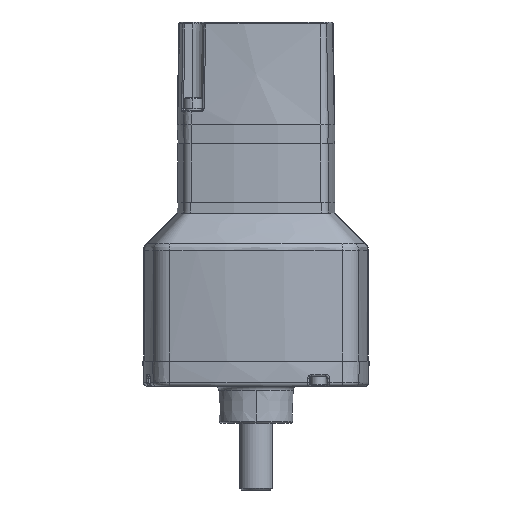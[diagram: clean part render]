
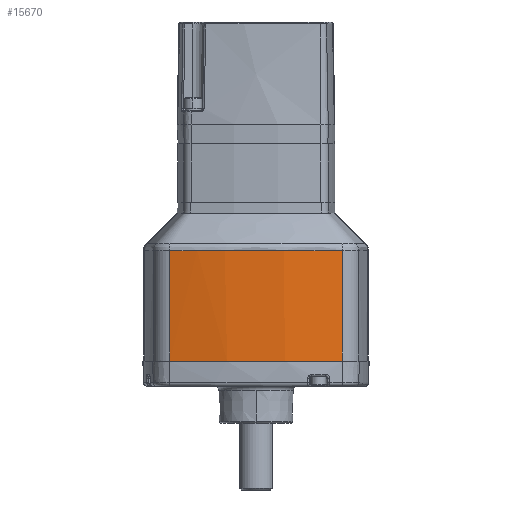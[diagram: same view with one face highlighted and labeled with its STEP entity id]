
A CAD part, front view. The second image highlights one B-rep face of the part: STEP entity #15670.
In plain terms, the highlighted cylindrical face has radius 148.082 mm (diameter 296.164 mm), a partial arc.
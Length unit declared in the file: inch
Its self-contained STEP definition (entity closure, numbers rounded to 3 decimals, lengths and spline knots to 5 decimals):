
#746 = CIRCLE ( 'NONE', #31128, 5.83 ) ;
#858 = CARTESIAN_POINT ( 'NONE',  ( 0., 4.138, 4.2837 ) ) ;
#2463 = VERTEX_POINT ( 'NONE', #13450 ) ;
#3256 = CARTESIAN_POINT ( 'NONE',  ( 1.2975, -1.54578, -0.56299 ) ) ;
#3428 = CARTESIAN_POINT ( 'NONE',  ( 0.868, -1.62728, -0.56187 ) ) ;
#3587 = CARTESIAN_POINT ( 'NONE',  ( -1.2508, -1.55627, -0.56235 ) ) ;
#3897 = EDGE_LOOP ( 'NONE', ( #31931, #38382, #27012, #13969 ) ) ;
#4109 = LINE ( 'NONE', #27659, #25536 ) ;
#5073 = EDGE_CURVE ( 'NONE', #2463, #50463, #42982, .T. ) ;
#5186 = VECTOR ( 'NONE', #31440, 39.37008 ) ;
#7471 = CARTESIAN_POINT ( 'NONE',  ( 0.70542, -1.64942, -0.56174 ) ) ;
#7643 = CARTESIAN_POINT ( 'NONE',  ( -1.28417, -1.54881, -0.5624 ) ) ;
#10606 = AXIS2_PLACEMENT_3D ( 'NONE', #858, #20940, #29007 ) ;
#10946 = VERTEX_POINT ( 'NONE', #35194 ) ;
#11528 = CARTESIAN_POINT ( 'NONE',  ( 0.21682, -1.69201, -0.56146 ) ) ;
#11693 = CARTESIAN_POINT ( 'NONE',  ( -1.2975, -1.54578, -0.56299 ) ) ;
#13247 = VERTEX_POINT ( 'NONE', #41458 ) ;
#13450 = CARTESIAN_POINT ( 'NONE',  ( 1.2975, -1.54578, -0.56299 ) ) ;
#13969 = ORIENTED_EDGE ( 'NONE', *, *, #21141, .T. ) ;
#15431 = CARTESIAN_POINT ( 'NONE',  ( 1.28417, -1.54881, -0.5624 ) ) ;
#15565 = DIRECTION ( 'NONE',  ( 0., 0., -1. ) ) ;
#15585 = CARTESIAN_POINT ( 'NONE',  ( -0.43422, -1.6799, -0.56155 ) ) ;
#15670 = ADVANCED_FACE ( 'NONE', ( #18122 ), #38261, .T. ) ;
#15902 = LINE ( 'NONE', #27383, #5186 ) ;
#18122 = FACE_OUTER_BOUND ( 'NONE', #3897, .T. ) ;
#18628 = EDGE_CURVE ( 'NONE', #2463, #13247, #4109, .T. ) ;
#19462 = CARTESIAN_POINT ( 'NONE',  ( 1.2508, -1.55627, -0.56235 ) ) ;
#19653 = CARTESIAN_POINT ( 'NONE',  ( -0.86804, -1.62805, -0.56186 ) ) ;
#20940 = DIRECTION ( 'NONE',  ( 0., 0., -1. ) ) ;
#21141 = EDGE_CURVE ( 'NONE', #50463, #10946, #15902, .T. ) ;
#21756 = EDGE_CURVE ( 'NONE', #13247, #10946, #746, .T. ) ;
#23501 = CARTESIAN_POINT ( 'NONE',  ( 1.16389, -1.57471, -0.56222 ) ) ;
#23670 = CARTESIAN_POINT ( 'NONE',  ( -1.08346, -1.5907, -0.56211 ) ) ;
#23795 = DIRECTION ( 'NONE',  ( 0., 0., -1. ) ) ;
#25536 = VECTOR ( 'NONE', #15565, 39.37008 ) ;
#27012 = ORIENTED_EDGE ( 'NONE', *, *, #5073, .T. ) ;
#27383 = CARTESIAN_POINT ( 'NONE',  ( -1.2975, -1.54578, 4.2837 ) ) ;
#27517 = CARTESIAN_POINT ( 'NONE',  ( 0.97601, -1.6105, -0.56198 ) ) ;
#27659 = CARTESIAN_POINT ( 'NONE',  ( 1.2975, -1.54578, 4.2837 ) ) ;
#27685 = CARTESIAN_POINT ( 'NONE',  ( -1.20404, -1.56643, -0.56228 ) ) ;
#29007 = DIRECTION ( 'NONE',  ( -1., 0., 0. ) ) ;
#29397 = CARTESIAN_POINT ( 'NONE',  ( -1.2975, -1.54578, -0.56299 ) ) ;
#31128 = AXIS2_PLACEMENT_3D ( 'NONE', #47970, #23795, #51933 ) ;
#31440 = DIRECTION ( 'NONE',  ( 0., 0., -1. ) ) ;
#31580 = CARTESIAN_POINT ( 'NONE',  ( 0.75973, -1.64254, -0.56178 ) ) ;
#31758 = CARTESIAN_POINT ( 'NONE',  ( -1.27082, -1.55181, -0.56238 ) ) ;
#31931 = ORIENTED_EDGE ( 'NONE', *, *, #21756, .F. ) ;
#35194 = CARTESIAN_POINT ( 'NONE',  ( -1.2975, -1.54578, -2.225 ) ) ;
#35630 = CARTESIAN_POINT ( 'NONE',  ( 0.43394, -1.67993, -0.56155 ) ) ;
#35790 = CARTESIAN_POINT ( 'NONE',  ( -1.29084, -1.5473, -0.56251 ) ) ;
#38261 = CYLINDRICAL_SURFACE ( 'NONE', #10606, 5.83 ) ;
#38382 = ORIENTED_EDGE ( 'NONE', *, *, #18628, .F. ) ;
#39690 = CARTESIAN_POINT ( 'NONE',  ( -0.21725, -1.69199, -0.56146 ) ) ;
#41458 = CARTESIAN_POINT ( 'NONE',  ( 1.2975, -1.54578, -2.225 ) ) ;
#42982 = B_SPLINE_CURVE_WITH_KNOTS ( 'NONE', 3,
 ( #3256, #47502, #15431, #43635, #19462, #47679, #23501, #51622, #27517, #3428, #31580, #7471, #35630, #11528, #39690, #15585, #43808, #19653, #47833, #23670, #51795, #27685, #3587, #31758, #7643, #35790, #11693 ),
 .UNSPECIFIED., .F., .F.,
 ( 4, 2, 1, 1, 2, 1, 2, 2, 2, 2, 2, 2, 1, 1, 2, 4 ),
 ( 0., 0.00052, 0.00104, 0.00208, 0.00416, 0.00833, 0.01249, 0.01665, 0.03331, 0.04996, 0.05829, 0.06245, 0.06454, 0.06558, 0.0661, 0.06662 ),
 .UNSPECIFIED. ) ;
#43635 = CARTESIAN_POINT ( 'NONE',  ( 1.27082, -1.55181, -0.56238 ) ) ;
#43808 = CARTESIAN_POINT ( 'NONE',  ( -0.75955, -1.64334, -0.56178 ) ) ;
#47502 = CARTESIAN_POINT ( 'NONE',  ( 1.29084, -1.5473, -0.56251 ) ) ;
#47679 = CARTESIAN_POINT ( 'NONE',  ( 1.20404, -1.56643, -0.56228 ) ) ;
#47833 = CARTESIAN_POINT ( 'NONE',  ( -1.02971, -1.6006, -0.56204 ) ) ;
#47970 = CARTESIAN_POINT ( 'NONE',  ( 0., 4.138, -2.225 ) ) ;
#50463 = VERTEX_POINT ( 'NONE', #29397 ) ;
#51622 = CARTESIAN_POINT ( 'NONE',  ( 1.08348, -1.5907, -0.56211 ) ) ;
#51795 = CARTESIAN_POINT ( 'NONE',  ( -1.16388, -1.57471, -0.56222 ) ) ;
#51933 = DIRECTION ( 'NONE',  ( -1., 0., 0. ) ) ;
